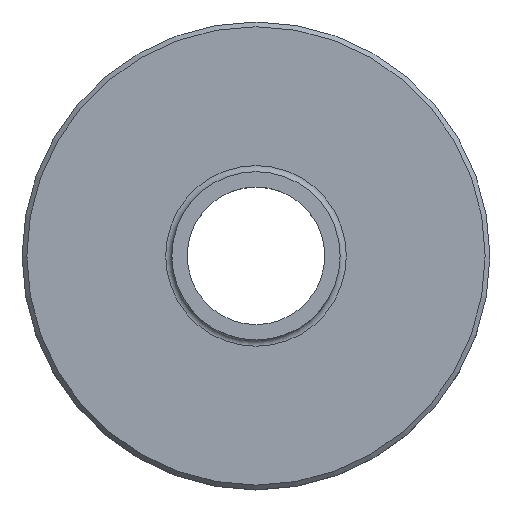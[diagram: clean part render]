
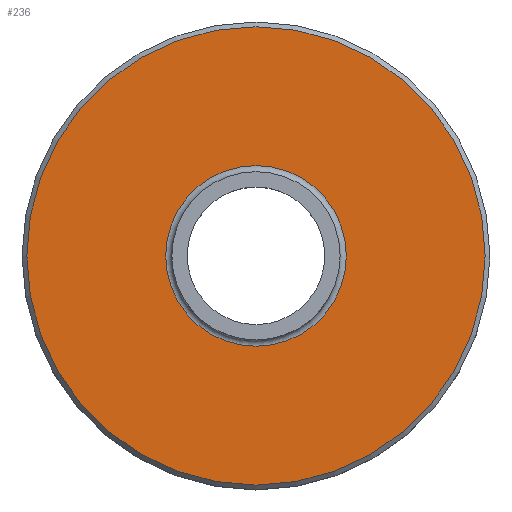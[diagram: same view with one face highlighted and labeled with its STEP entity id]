
A CAD part, top view. The second image highlights one B-rep face of the part: STEP entity #236.
In plain terms, the highlighted planar face has unit normal (0, 0, 1).
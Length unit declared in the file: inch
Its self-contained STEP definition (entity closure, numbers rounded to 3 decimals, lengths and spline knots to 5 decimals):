
#12 = CARTESIAN_POINT ( 'NONE',  ( 0., 0., -1.25 ) ) ;
#36 = AXIS2_PLACEMENT_3D ( 'NONE', #221, #164, #326 ) ;
#41 = CARTESIAN_POINT ( 'NONE',  ( 0., 0., -1.25 ) ) ;
#44 = VERTEX_POINT ( 'NONE', #85 ) ;
#62 = CIRCLE ( 'NONE', #293, 1.9 ) ;
#71 = DIRECTION ( 'NONE',  ( -1., 0., 0. ) ) ;
#85 = CARTESIAN_POINT ( 'NONE',  ( -4.82, 0., -1.25 ) ) ;
#86 = ORIENTED_EDGE ( 'NONE', *, *, #290, .T. ) ;
#88 = AXIS2_PLACEMENT_3D ( 'NONE', #12, #230, #212 ) ;
#116 = DIRECTION ( 'NONE',  ( 0., 0., -1. ) ) ;
#130 = CARTESIAN_POINT ( 'NONE',  ( -1.9, 0., -1.25 ) ) ;
#144 = PLANE ( 'NONE',  #36 ) ;
#149 = EDGE_LOOP ( 'NONE', ( #86 ) ) ;
#163 = EDGE_CURVE ( 'NONE', #306, #306, #62, .T. ) ;
#164 = DIRECTION ( 'NONE',  ( 0., 0., -1. ) ) ;
#211 = EDGE_LOOP ( 'NONE', ( #259 ) ) ;
#212 = DIRECTION ( 'NONE',  ( -1., 0., 0. ) ) ;
#221 = CARTESIAN_POINT ( 'NONE',  ( 0., 1.77, -1.25 ) ) ;
#226 = CIRCLE ( 'NONE', #88, 4.82 ) ;
#229 = FACE_OUTER_BOUND ( 'NONE', #149, .T. ) ;
#230 = DIRECTION ( 'NONE',  ( 0., 0., 1. ) ) ;
#236 = ADVANCED_FACE ( 'NONE', ( #229, #248 ), #144, .F. ) ;
#248 = FACE_BOUND ( 'NONE', #211, .T. ) ;
#259 = ORIENTED_EDGE ( 'NONE', *, *, #163, .T. ) ;
#290 = EDGE_CURVE ( 'NONE', #44, #44, #226, .T. ) ;
#293 = AXIS2_PLACEMENT_3D ( 'NONE', #41, #116, #71 ) ;
#306 = VERTEX_POINT ( 'NONE', #130 ) ;
#326 = DIRECTION ( 'NONE',  ( -1., 0., 0. ) ) ;
